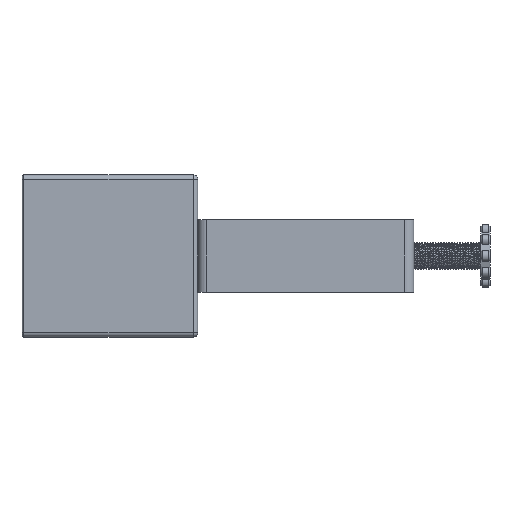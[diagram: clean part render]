
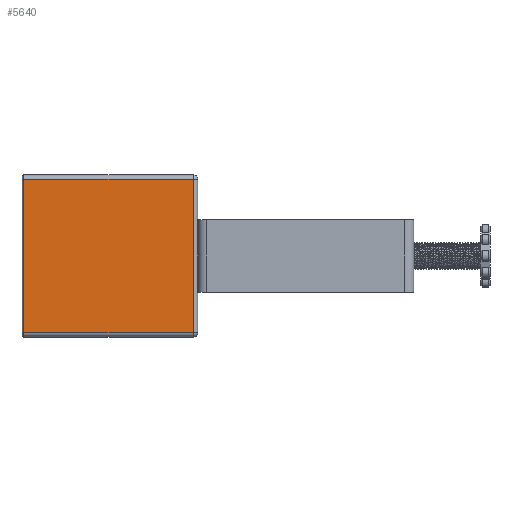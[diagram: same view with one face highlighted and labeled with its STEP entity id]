
A CAD part, left-side view. The second image highlights one B-rep face of the part: STEP entity #5640.
In plain terms, the highlighted planar face has unit normal (-1, 0, 0).
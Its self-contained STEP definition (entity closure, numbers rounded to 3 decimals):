
#174=PLANE('',#6159);
#477=FACE_OUTER_BOUND('',#800,.T.);
#800=EDGE_LOOP('',(#5049,#5050,#5051,#5052));
#1648=LINE('',#23027,#1982);
#1653=LINE('',#23037,#1987);
#1654=LINE('',#23041,#1988);
#1655=LINE('',#23042,#1989);
#1982=VECTOR('',#7444,10.);
#1987=VECTOR('',#7453,10.);
#1988=VECTOR('',#7458,10.);
#1989=VECTOR('',#7459,10.);
#2544=VERTEX_POINT('',#22982);
#2559=VERTEX_POINT('',#23022);
#2562=VERTEX_POINT('',#23036);
#2563=VERTEX_POINT('',#23040);
#3397=EDGE_CURVE('',#2544,#2559,#1648,.T.);
#3402=EDGE_CURVE('',#2559,#2562,#1653,.T.);
#3404=EDGE_CURVE('',#2563,#2544,#1654,.T.);
#3405=EDGE_CURVE('',#2562,#2563,#1655,.T.);
#5049=ORIENTED_EDGE('',*,*,#3397,.F.);
#5050=ORIENTED_EDGE('',*,*,#3404,.F.);
#5051=ORIENTED_EDGE('',*,*,#3405,.F.);
#5052=ORIENTED_EDGE('',*,*,#3402,.F.);
#5640=ADVANCED_FACE('',(#477),#174,.F.);
#6159=AXIS2_PLACEMENT_3D('',#23039,#7456,#7457);
#7444=DIRECTION('',(0.,0.,1.));
#7453=DIRECTION('',(0.,-1.,0.));
#7456=DIRECTION('center_axis',(1.,0.,0.));
#7457=DIRECTION('ref_axis',(0.,0.,-1.));
#7458=DIRECTION('',(0.,1.,0.));
#7459=DIRECTION('',(0.,0.,-1.));
#22982=CARTESIAN_POINT('',(50.,216.5,-22.5));
#23022=CARTESIAN_POINT('',(50.,216.5,62.5));
#23027=CARTESIAN_POINT('',(50.,216.5,1.25));
#23036=CARTESIAN_POINT('',(50.,122.5,62.5));
#23037=CARTESIAN_POINT('',(50.,195.,62.5));
#23039=CARTESIAN_POINT('Origin',(50.,170.,20.));
#23040=CARTESIAN_POINT('',(50.,122.5,-22.5));
#23041=CARTESIAN_POINT('',(50.,145.,-22.5));
#23042=CARTESIAN_POINT('',(50.,122.5,40.));
